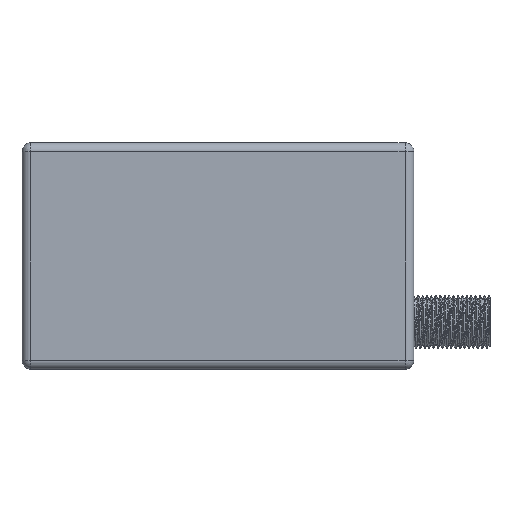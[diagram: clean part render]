
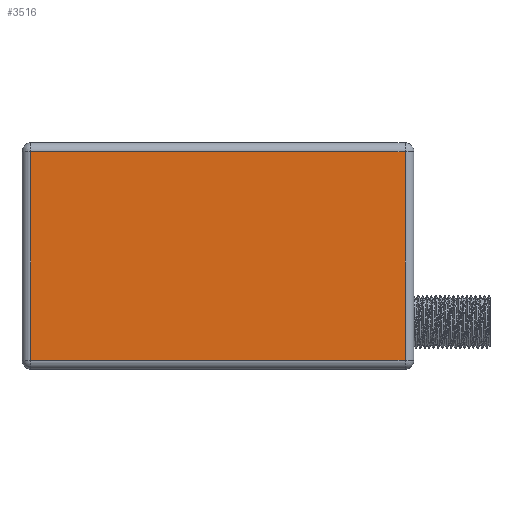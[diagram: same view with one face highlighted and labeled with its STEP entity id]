
A CAD part, top view. The second image highlights one B-rep face of the part: STEP entity #3516.
In plain terms, the highlighted planar face has unit normal (0, 0, 1).
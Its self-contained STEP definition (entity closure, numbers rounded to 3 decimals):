
#291=PLANE('',#3831);
#492=FACE_OUTER_BOUND('',#717,.T.);
#717=EDGE_LOOP('',(#3221,#3222,#3223,#3224));
#972=LINE('',#8506,#1294);
#975=LINE('',#8523,#1297);
#1039=LINE('',#8677,#1361);
#1040=LINE('',#8679,#1362);
#1294=VECTOR('',#4513,10.);
#1297=VECTOR('',#4534,10.);
#1361=VECTOR('',#4700,10.);
#1362=VECTOR('',#4703,10.);
#1705=VERTEX_POINT('',#8501);
#1706=VERTEX_POINT('',#8505);
#1709=VERTEX_POINT('',#8517);
#1711=VERTEX_POINT('',#8521);
#2159=EDGE_CURVE('',#1706,#1705,#972,.T.);
#2167=EDGE_CURVE('',#1711,#1709,#975,.T.);
#2242=EDGE_CURVE('',#1709,#1705,#1039,.T.);
#2243=EDGE_CURVE('',#1706,#1711,#1040,.T.);
#3221=ORIENTED_EDGE('',*,*,#2242,.F.);
#3222=ORIENTED_EDGE('',*,*,#2167,.F.);
#3223=ORIENTED_EDGE('',*,*,#2243,.F.);
#3224=ORIENTED_EDGE('',*,*,#2159,.T.);
#3516=ADVANCED_FACE('',(#492),#291,.T.);
#3831=AXIS2_PLACEMENT_3D('',#8678,#4701,#4702);
#4513=DIRECTION('',(1.,0.,0.));
#4534=DIRECTION('',(1.,0.,0.));
#4700=DIRECTION('',(0.,-1.,0.));
#4701=DIRECTION('center_axis',(0.,0.,1.));
#4702=DIRECTION('ref_axis',(1.,0.,0.));
#4703=DIRECTION('',(0.,1.,0.));
#8501=CARTESIAN_POINT('',(27.4,-11.9,9.45));
#8505=CARTESIAN_POINT('',(-14.9,-11.9,9.45));
#8506=CARTESIAN_POINT('',(27.2,-11.9,9.45));
#8517=CARTESIAN_POINT('',(27.4,11.7,9.45));
#8521=CARTESIAN_POINT('',(-14.9,11.7,9.45));
#8523=CARTESIAN_POINT('',(33.8,11.7,9.45));
#8677=CARTESIAN_POINT('',(27.4,-0.1,9.45));
#8678=CARTESIAN_POINT('Origin',(16.9,-0.1,9.45));
#8679=CARTESIAN_POINT('',(-14.9,6.3,9.45));
